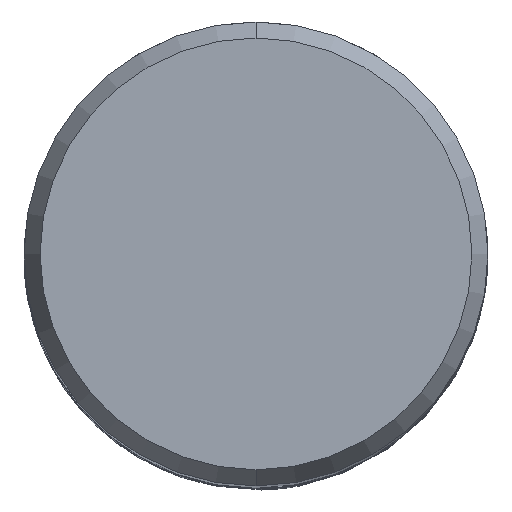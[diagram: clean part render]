
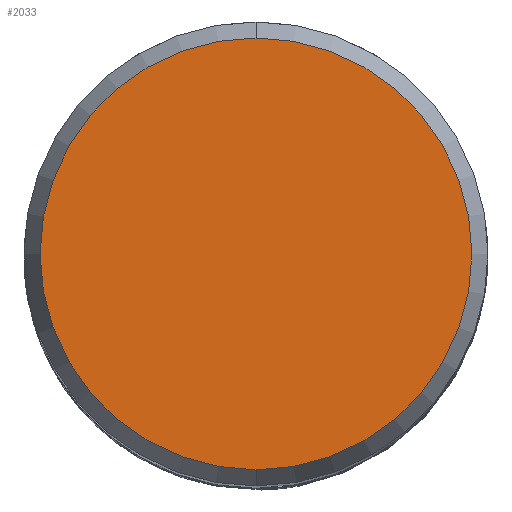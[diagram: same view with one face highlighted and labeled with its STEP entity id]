
A CAD part, top view. The second image highlights one B-rep face of the part: STEP entity #2033.
In plain terms, the highlighted planar face has unit normal (0, 0, 1).
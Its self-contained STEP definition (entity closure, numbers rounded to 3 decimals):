
#789=EDGE_CURVE('',#2025,#2123,#2300,.T.);
#809=EDGE_CURVE('',#2123,#2025,#2323,.T.);
#2025=VERTEX_POINT('',#3642);
#2033=ADVANCED_FACE('',(#3650),#3651,.T.);
#2123=VERTEX_POINT('',#3749);
#2300=CIRCLE('',#3977,9.307);
#2323=CIRCLE('',#4221,9.307);
#3642=CARTESIAN_POINT('',(0.,-9.307,0.0));
#3650=FACE_OUTER_BOUND('',#16411,.T.);
#3651=PLANE('',#16412);
#3749=CARTESIAN_POINT('',(0.0,9.307,0.0));
#3977=AXIS2_PLACEMENT_3D('',#18477,#18478,#18479);
#4221=AXIS2_PLACEMENT_3D('',#18517,#18518,#18519);
#16411=EDGE_LOOP('',(#19842,#19843));
#16412=AXIS2_PLACEMENT_3D('',#19844,#19845,#19846);
#18477=CARTESIAN_POINT('',(0.0,0.0,0.0));
#18478=DIRECTION('',(0.0,0.0,-1.0));
#18479=DIRECTION('',(0.0,1.0,0.0));
#18517=CARTESIAN_POINT('',(0.0,0.0,0.0));
#18518=DIRECTION('',(0.0,0.0,-1.0));
#18519=DIRECTION('',(0.0,1.0,0.0));
#19842=ORIENTED_EDGE('',*,*,#809,.F.);
#19843=ORIENTED_EDGE('',*,*,#789,.F.);
#19844=CARTESIAN_POINT('',(0.0,4.654,0.0));
#19845=DIRECTION('',(-0.0,0.0,1.0));
#19846=DIRECTION('',(0.0,-1.0,0.0));
